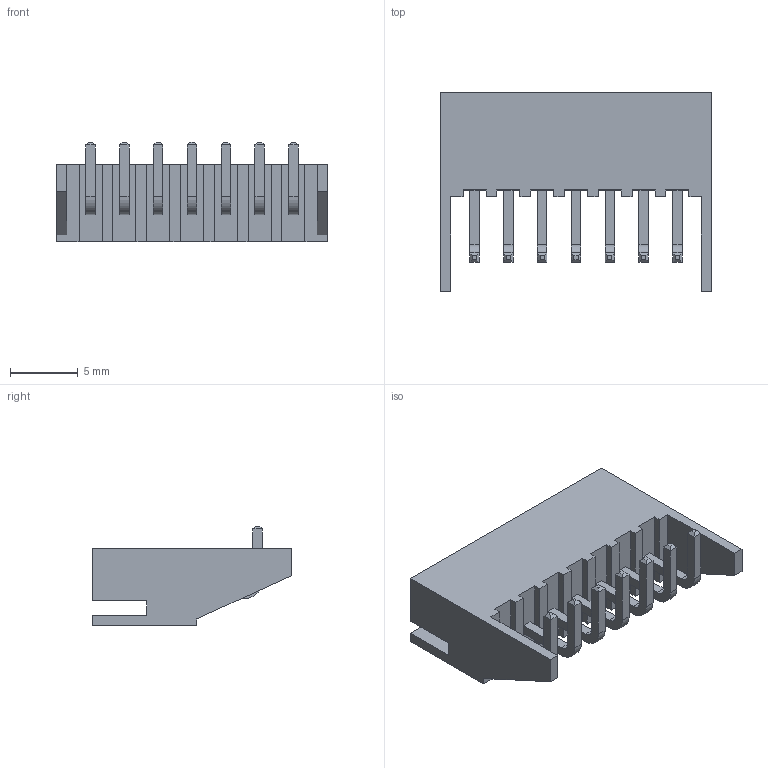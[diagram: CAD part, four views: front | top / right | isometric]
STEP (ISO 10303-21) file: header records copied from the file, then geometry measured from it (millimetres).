
FILE_DESCRIPTION (( 'STEP AP203' ), '1' );
FILE_NAME ('CWF-7(R).STEP', '2014-01-09T10:47:02', ( '' ), ( '' ), 'SwSTEP 2.0', 'SolidWorks 2012', '' );
FILE_SCHEMA (( 'CONFIG_CONTROL_DESIGN' ));
Length unit declared in the file: millimetre
Products named in the file (1): CWF-7(R)
Bounding box: 20 x 14.7 x 7.35 mm (x, y, z)
Volume: 499.8 mm3; surface area: 1256.4 mm2
Topology: 1 solids, 1 shells, 212 faces, 532 edges, 336 vertices
Faces by surface type: plane 198, cylinder 14
Entity records: 6233 total; most frequent: CARTESIAN_POINT 1081, ORIENTED_EDGE 1064, DIRECTION 986, EDGE_CURVE 532, VECTOR 504, LINE 504, VERTEX_POINT 336, AXIS2_PLACEMENT_3D 241
